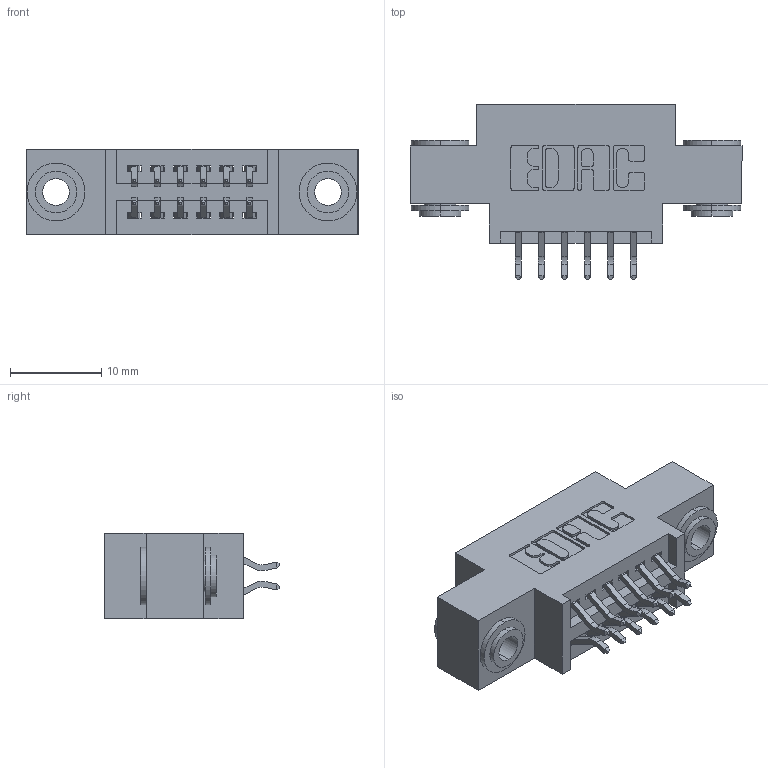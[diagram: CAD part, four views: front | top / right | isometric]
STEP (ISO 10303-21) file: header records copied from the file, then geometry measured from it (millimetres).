
FILE_DESCRIPTION (( 'STEP AP203' ), '1' );
FILE_NAME ('395-012-556-803.STEP', '2018-11-05T19:42:18', ( '' ), ( '' ), 'SwSTEP 2.0', 'SolidWorks 2016', '' );
FILE_SCHEMA (( 'CONFIG_CONTROL_DESIGN' ));
Length unit declared in the file: inch
Products named in the file (4): 345 Part_0.170 Offset - 0.156 Dia-TH; 395-012-556-803; 345-292-001_556 Tail; 345-250-002_345-250-002-102
Assembly tree (15 placements, depth 2):
  395-012-556-803
    345 Part_0.170 Offset - 0.156 Dia-TH
    345-292-001_556 Tail  x12
    345-250-002_345-250-002-102  x2
Bounding box: 36.45 x 19.24 x 9.4 mm (x, y, z)
Volume: 3112.1 mm3; surface area: 4240.8 mm2
Topology: 15 solids, 15 shells, 840 faces, 2433 edges, 1602 vertices
Faces by surface type: plane 538, cylinder 294, cone 8
Entity records: 10556 total; most frequent: CARTESIAN_POINT 1795, ORIENTED_EDGE 1710, DIRECTION 1645, EDGE_CURVE 855, VECTOR 667, LINE 667, VERTEX_POINT 566, AXIS2_PLACEMENT_3D 489
